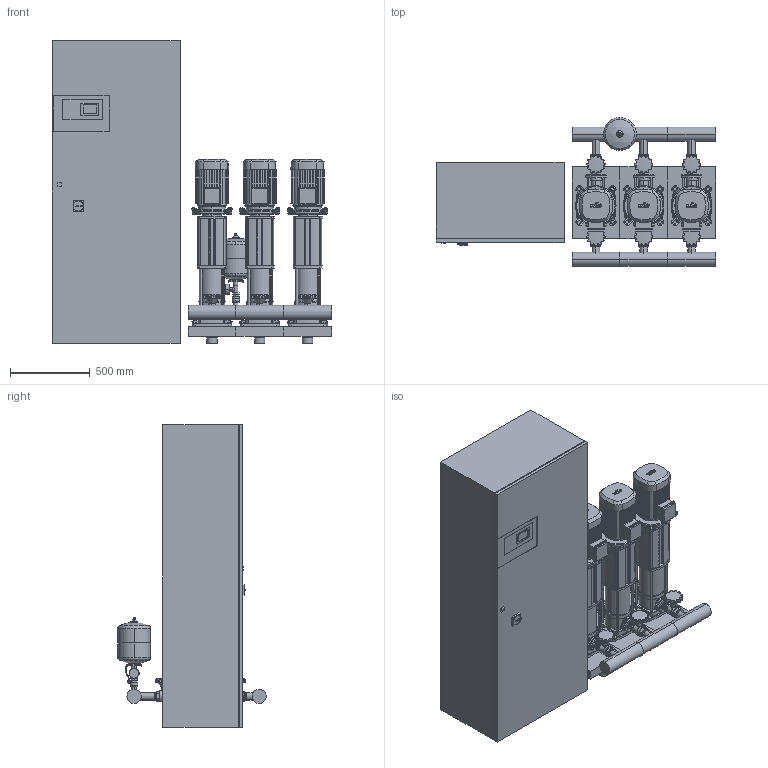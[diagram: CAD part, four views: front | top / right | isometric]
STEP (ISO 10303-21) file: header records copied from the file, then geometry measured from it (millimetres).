
FILE_DESCRIPTION((''),'2;1');
FILE_NAME('3d_COR-3HELIXV1607_K_CC-01-2532268.stp','2016-01-22T13:57:33',(''),(''),'Mechanical Desktop 2009','Mechanical Desktop 2009',', , ');
FILE_SCHEMA(('CONFIG_CONTROL_DESIGN'));
Length unit declared in the file: millimetre
Products named in the file (1): Product
Bounding box: 1750 x 932.45 x 1900 mm (x, y, z)
Volume: 865981000.9 mm3; surface area: 14356896.2 mm2
Topology: 153 solids, 153 shells, 5619 faces, 14856 edges, 9748 vertices
Faces by surface type: plane 2501, bspline 1480, cylinder 1296, cone 234, torus 88, sphere 20
Entity records: 185399 total; most frequent: CARTESIAN_POINT 46199, ORIENTED_EDGE 29688, DIRECTION 26776, EDGE_CURVE 14844, VECTOR 9850, LINE 9850, VERTEX_POINT 9742, AXIS2_PLACEMENT_3D 8463
